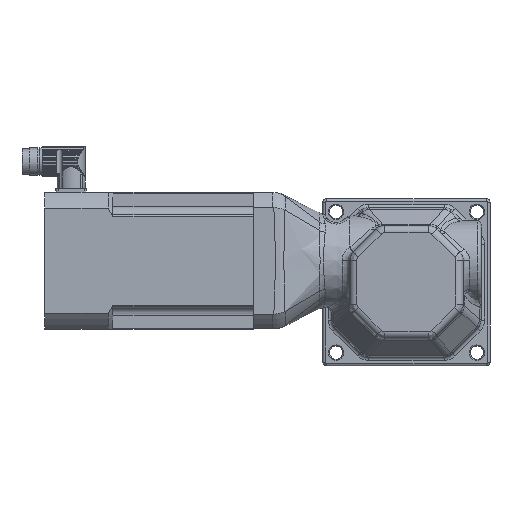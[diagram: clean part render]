
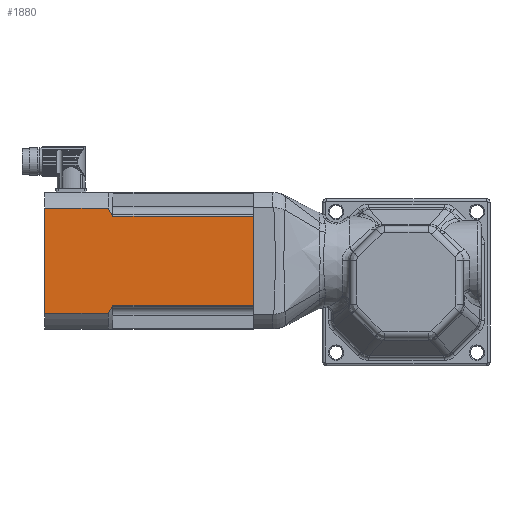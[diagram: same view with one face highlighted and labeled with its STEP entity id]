
A CAD part, left-side view. The second image highlights one B-rep face of the part: STEP entity #1880.
In plain terms, the highlighted planar face has unit normal (-1, 0, 0).
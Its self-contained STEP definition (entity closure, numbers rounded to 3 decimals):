
#1880=ADVANCED_FACE('',(#2886),#2740,.T.);
#2740=PLANE('',#13398);
#2886=FACE_OUTER_BOUND('',#3695,.T.);
#3695=EDGE_LOOP('',(#5195,#5196,#5197,#5198,#5199,#5200,#5201,#5202));
#4665=B_SPLINE_CURVE_WITH_KNOTS('',3,(#18588,#18589,#18590,#18591),.UNSPECIFIED.,
.F.,.F.,(4,4),(0.,1.),.UNSPECIFIED.);
#4666=B_SPLINE_CURVE_WITH_KNOTS('',3,(#18599,#18600,#18601,#18602),.UNSPECIFIED.,
.F.,.F.,(4,4),(0.,1.),.UNSPECIFIED.);
#5195=ORIENTED_EDGE('',*,*,#10319,.T.);
#5196=ORIENTED_EDGE('',*,*,#10320,.T.);
#5197=ORIENTED_EDGE('',*,*,#10321,.F.);
#5198=ORIENTED_EDGE('',*,*,#10322,.T.);
#5199=ORIENTED_EDGE('',*,*,#10323,.F.);
#5200=ORIENTED_EDGE('',*,*,#10324,.T.);
#5201=ORIENTED_EDGE('',*,*,#10325,.T.);
#5202=ORIENTED_EDGE('',*,*,#10326,.F.);
#9095=VERTEX_POINT('',#18586);
#9096=VERTEX_POINT('',#18587);
#9097=VERTEX_POINT('',#18592);
#9098=VERTEX_POINT('',#18594);
#9099=VERTEX_POINT('',#18596);
#9100=VERTEX_POINT('',#18598);
#9101=VERTEX_POINT('',#18603);
#9102=VERTEX_POINT('',#18605);
#10319=EDGE_CURVE('',#9095,#9096,#12269,.T.);
#10320=EDGE_CURVE('',#9096,#9097,#4665,.T.);
#10321=EDGE_CURVE('',#9098,#9097,#12270,.T.);
#10322=EDGE_CURVE('',#9098,#9099,#12271,.T.);
#10323=EDGE_CURVE('',#9100,#9099,#12272,.T.);
#10324=EDGE_CURVE('',#9100,#9101,#4666,.T.);
#10325=EDGE_CURVE('',#9101,#9102,#12273,.T.);
#10326=EDGE_CURVE('',#9095,#9102,#12274,.T.);
#12269=LINE('',#18585,#12833);
#12270=LINE('',#18593,#12834);
#12271=LINE('',#18595,#12835);
#12272=LINE('',#18597,#12836);
#12273=LINE('',#18604,#12837);
#12274=LINE('',#18606,#12838);
#12833=VECTOR('',#14940,1.);
#12834=VECTOR('',#14941,1.);
#12835=VECTOR('',#14942,1.);
#12836=VECTOR('',#14943,1.);
#12837=VECTOR('',#14944,1.);
#12838=VECTOR('',#14945,1.);
#13398=AXIS2_PLACEMENT_3D('',#18607,#14946,#14947);
#14940=DIRECTION('',(0.,-1.,0.));
#14941=DIRECTION('',(0.,1.,0.));
#14942=DIRECTION('',(0.,0.,1.));
#14943=DIRECTION('',(0.,-1.,0.));
#14944=DIRECTION('',(0.,1.,0.));
#14945=DIRECTION('',(0.,0.,1.));
#14946=DIRECTION('',(-1.,0.,0.));
#14947=DIRECTION('',(0.,0.,1.));
#18585=CARTESIAN_POINT('',(-35.,117.5,-21.659));
#18586=CARTESIAN_POINT('',(-35.,174.5,-21.659));
#18587=CARTESIAN_POINT('',(-35.,121.5,-21.659));
#18588=CARTESIAN_POINT('',(-35.,121.5,-21.659));
#18589=CARTESIAN_POINT('',(-35.,120.112,-19.38));
#18590=CARTESIAN_POINT('',(-35.,118.774,-17.073));
#18591=CARTESIAN_POINT('',(-35.,117.5,-14.729));
#18592=CARTESIAN_POINT('',(-35.,117.5,-14.729));
#18593=CARTESIAN_POINT('',(-35.,117.5,-14.729));
#18594=CARTESIAN_POINT('',(-35.,-0.5,-14.729));
#18595=CARTESIAN_POINT('',(-35.,-0.5,-35.));
#18596=CARTESIAN_POINT('',(-35.,-0.5,59.729));
#18597=CARTESIAN_POINT('',(-35.,117.5,59.729));
#18598=CARTESIAN_POINT('',(-35.,117.5,59.729));
#18599=CARTESIAN_POINT('',(-35.,117.5,59.729));
#18600=CARTESIAN_POINT('',(-35.,118.774,62.073));
#18601=CARTESIAN_POINT('',(-35.,120.112,64.38));
#18602=CARTESIAN_POINT('',(-35.,121.5,66.659));
#18603=CARTESIAN_POINT('',(-35.,121.5,66.659));
#18604=CARTESIAN_POINT('',(-35.,117.5,66.659));
#18605=CARTESIAN_POINT('',(-35.,174.5,66.659));
#18606=CARTESIAN_POINT('',(-35.,174.5,-35.));
#18607=CARTESIAN_POINT('',(-35.,58.5,-35.));
